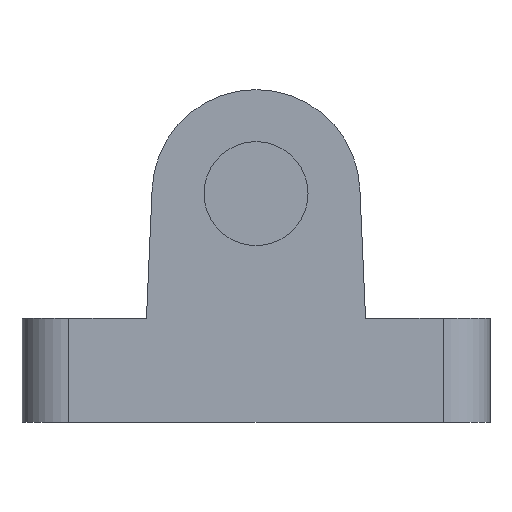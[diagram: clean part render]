
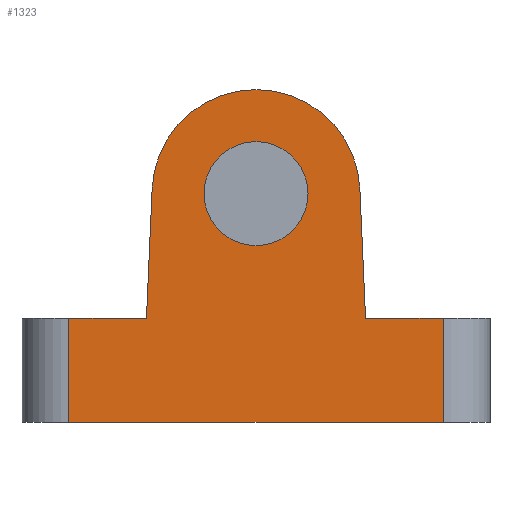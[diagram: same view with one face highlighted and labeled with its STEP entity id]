
A CAD part, front view. The second image highlights one B-rep face of the part: STEP entity #1323.
In plain terms, the highlighted planar face has unit normal (0, -1, 0).
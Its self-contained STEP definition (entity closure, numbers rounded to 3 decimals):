
#210=CARTESIAN_POINT('',(-18.0,-22.5,10.0));
#211=VERTEX_POINT('',#210);
#219=CARTESIAN_POINT('',(-10.533,-22.5,10.0));
#220=VERTEX_POINT('',#219);
#221=CARTESIAN_POINT('',(-10.533,-22.5,10.0));
#222=DIRECTION('',(-1.0,0.0,0.0));
#223=VECTOR('',#222,7.467);
#224=LINE('',#221,#223);
#225=EDGE_CURVE('',#220,#211,#224,.T.);
#280=CARTESIAN_POINT('',(10.533,-22.5,10.0));
#281=VERTEX_POINT('',#280);
#288=CARTESIAN_POINT('',(18.0,-22.5,10.0));
#289=VERTEX_POINT('',#288);
#290=CARTESIAN_POINT('',(18.0,-22.5,10.0));
#291=DIRECTION('',(-1.0,0.0,0.0));
#292=VECTOR('',#291,7.467);
#293=LINE('',#290,#292);
#294=EDGE_CURVE('',#289,#281,#293,.T.);
#385=CARTESIAN_POINT('',(-5.0,-22.5,22.0));
#386=VERTEX_POINT('',#385);
#387=CARTESIAN_POINT('',(0.0,-22.5,22.0));
#388=DIRECTION('',(0.0,1.0,0.0));
#389=DIRECTION('',(1.0,0.0,0.0));
#390=AXIS2_PLACEMENT_3D('',#387,#388,#389);
#391=CIRCLE('',#390,5.0);
#392=EDGE_CURVE('',#386,#386,#391,.T.);
#477=CARTESIAN_POINT('',(18.0,-22.5,0.0));
#478=VERTEX_POINT('',#477);
#479=CARTESIAN_POINT('',(18.0,-22.5,10.0));
#480=DIRECTION('',(0.0,0.0,-1.0));
#481=VECTOR('',#480,10.0);
#482=LINE('',#479,#481);
#483=EDGE_CURVE('',#289,#478,#482,.T.);
#533=CARTESIAN_POINT('',(-18.0,-22.5,0.0));
#534=VERTEX_POINT('',#533);
#535=CARTESIAN_POINT('',(18.0,-22.5,0.0));
#536=DIRECTION('',(-1.0,0.0,0.0));
#537=VECTOR('',#536,36.0);
#538=LINE('',#535,#537);
#539=EDGE_CURVE('',#478,#534,#538,.T.);
#724=CARTESIAN_POINT('',(-18.0,-22.5,0.0));
#725=DIRECTION('',(0.0,0.0,1.0));
#726=VECTOR('',#725,10.0);
#727=LINE('',#724,#726);
#728=EDGE_CURVE('',#534,#211,#727,.T.);
#1199=CARTESIAN_POINT('',(9.99,-22.5,22.436));
#1200=VERTEX_POINT('',#1199);
#1207=CARTESIAN_POINT('',(9.99,-22.5,22.436));
#1208=DIRECTION('',(0.044,0.0,-0.999));
#1209=VECTOR('',#1208,12.448);
#1210=LINE('',#1207,#1209);
#1211=EDGE_CURVE('',#1200,#281,#1210,.T.);
#1223=CARTESIAN_POINT('',(-9.99,-22.5,22.436));
#1224=VERTEX_POINT('',#1223);
#1231=CARTESIAN_POINT('',(0.0,-22.5,22.0));
#1232=DIRECTION('',(0.0,1.,0.0));
#1233=DIRECTION('',(-0.999,0.0,0.044));
#1234=AXIS2_PLACEMENT_3D('',#1231,#1232,#1233);
#1235=CIRCLE('',#1234,10.0);
#1236=EDGE_CURVE('',#1224,#1200,#1235,.T.);
#1249=CARTESIAN_POINT('',(-10.533,-22.5,10.0));
#1250=DIRECTION('',(0.044,0.0,0.999));
#1251=VECTOR('',#1250,12.448);
#1252=LINE('',#1249,#1251);
#1253=EDGE_CURVE('',#220,#1224,#1252,.T.);
#1305=CARTESIAN_POINT('',(22.5,-22.5,0.0));
#1306=DIRECTION('',(0.0,-1.0,0.0));
#1307=DIRECTION('',(0.0,0.0,-1.0));
#1308=AXIS2_PLACEMENT_3D('',#1305,#1306,#1307);
#1309=PLANE('',#1308);
#1310=ORIENTED_EDGE('',*,*,#483,.F.);
#1311=ORIENTED_EDGE('',*,*,#294,.T.);
#1312=ORIENTED_EDGE('',*,*,#1211,.F.);
#1313=ORIENTED_EDGE('',*,*,#1236,.F.);
#1314=ORIENTED_EDGE('',*,*,#1253,.F.);
#1315=ORIENTED_EDGE('',*,*,#225,.T.);
#1316=ORIENTED_EDGE('',*,*,#728,.F.);
#1317=ORIENTED_EDGE('',*,*,#539,.F.);
#1318=EDGE_LOOP('',(#1310,#1311,#1312,#1313,#1314,#1315,#1316,#1317));
#1319=FACE_OUTER_BOUND('',#1318,.T.);
#1320=ORIENTED_EDGE('',*,*,#392,.T.);
#1321=EDGE_LOOP('',(#1320));
#1322=FACE_BOUND('',#1321,.T.);
#1323=ADVANCED_FACE('',(#1319,#1322),#1309,.T.);
